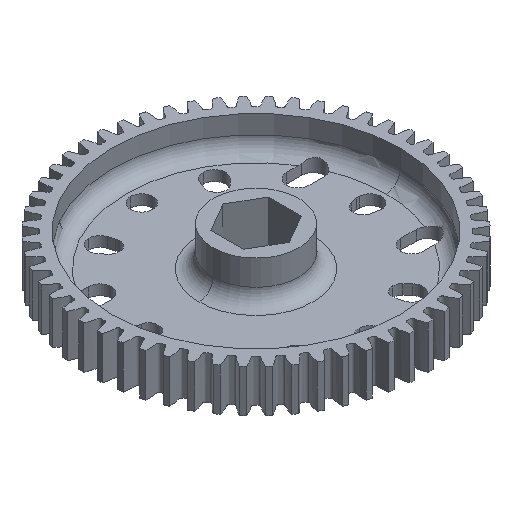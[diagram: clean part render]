
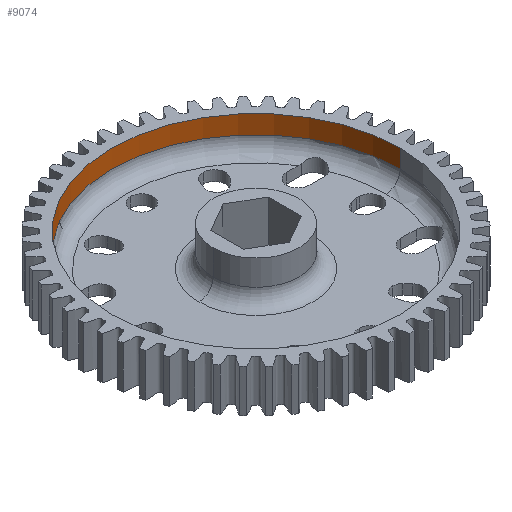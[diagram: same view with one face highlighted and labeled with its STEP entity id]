
A CAD part, isometric view. The second image highlights one B-rep face of the part: STEP entity #9074.
In plain terms, the highlighted cylindrical face has radius 32.068 mm (diameter 64.135 mm), a partial arc.
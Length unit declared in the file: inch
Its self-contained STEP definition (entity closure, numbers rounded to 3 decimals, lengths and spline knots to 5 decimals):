
#2247 = FACE_OUTER_BOUND ( 'NONE', #23541, .T. ) ;
#2257 = CARTESIAN_POINT ( 'NONE',  ( -1.2625, 0., 0.1875 ) ) ;
#2336 = DIRECTION ( 'NONE',  ( 1., 0., 0. ) ) ;
#2369 = VECTOR ( 'NONE', #17582, 39.37008 ) ;
#2779 = CARTESIAN_POINT ( 'NONE',  ( -1.2625, 0., 0.0275 ) ) ;
#3136 = AXIS2_PLACEMENT_3D ( 'NONE', #17909, #20333, #4586 ) ;
#4586 = DIRECTION ( 'NONE',  ( 1., 0., 0. ) ) ;
#6478 = CARTESIAN_POINT ( 'NONE',  ( 0., 0., 0.0275 ) ) ;
#6659 = DIRECTION ( 'NONE',  ( 1., 0., 0. ) ) ;
#6926 = CYLINDRICAL_SURFACE ( 'NONE', #7145, 1.2625 ) ;
#7082 = VERTEX_POINT ( 'NONE', #2779 ) ;
#7145 = AXIS2_PLACEMENT_3D ( 'NONE', #10912, #15573, #6659 ) ;
#7374 = EDGE_CURVE ( 'NONE', #7082, #26750, #20104, .T. ) ;
#8369 = VERTEX_POINT ( 'NONE', #18544 ) ;
#9074 = ADVANCED_FACE ( 'NONE', ( #2247 ), #6926, .F. ) ;
#10867 = CIRCLE ( 'NONE', #3136, 1.2625 ) ;
#10912 = CARTESIAN_POINT ( 'NONE',  ( 0., 0., -3.75839 ) ) ;
#11208 = VECTOR ( 'NONE', #17966, 39.37008 ) ;
#13787 = ORIENTED_EDGE ( 'NONE', *, *, #26065, .T. ) ;
#13986 = CARTESIAN_POINT ( 'NONE',  ( -1.2625, 0., -3.75839 ) ) ;
#14043 = AXIS2_PLACEMENT_3D ( 'NONE', #6478, #17125, #2336 ) ;
#14303 = ORIENTED_EDGE ( 'NONE', *, *, #19643, .T. ) ;
#14619 = VERTEX_POINT ( 'NONE', #23926 ) ;
#15573 = DIRECTION ( 'NONE',  ( 0., 0., 1. ) ) ;
#16972 = ORIENTED_EDGE ( 'NONE', *, *, #7374, .F. ) ;
#17125 = DIRECTION ( 'NONE',  ( 0., 0., -1. ) ) ;
#17582 = DIRECTION ( 'NONE',  ( 0., 0., 1. ) ) ;
#17909 = CARTESIAN_POINT ( 'NONE',  ( 0., 0., 0.1875 ) ) ;
#17966 = DIRECTION ( 'NONE',  ( 0., 0., 1. ) ) ;
#18465 = EDGE_CURVE ( 'NONE', #8369, #26750, #10867, .T. ) ;
#18544 = CARTESIAN_POINT ( 'NONE',  ( 1.2625, 0., 0.1875 ) ) ;
#19436 = LINE ( 'NONE', #23858, #2369 ) ;
#19643 = EDGE_CURVE ( 'NONE', #7082, #14619, #26325, .T. ) ;
#20104 = LINE ( 'NONE', #13986, #11208 ) ;
#20333 = DIRECTION ( 'NONE',  ( 0., 0., 1. ) ) ;
#23541 = EDGE_LOOP ( 'NONE', ( #16972, #14303, #13787, #27440 ) ) ;
#23858 = CARTESIAN_POINT ( 'NONE',  ( 1.2625, 0., -3.75839 ) ) ;
#23926 = CARTESIAN_POINT ( 'NONE',  ( 1.2625, 0., 0.0275 ) ) ;
#26065 = EDGE_CURVE ( 'NONE', #14619, #8369, #19436, .T. ) ;
#26325 = CIRCLE ( 'NONE', #14043, 1.2625 ) ;
#26750 = VERTEX_POINT ( 'NONE', #2257 ) ;
#27440 = ORIENTED_EDGE ( 'NONE', *, *, #18465, .T. ) ;
